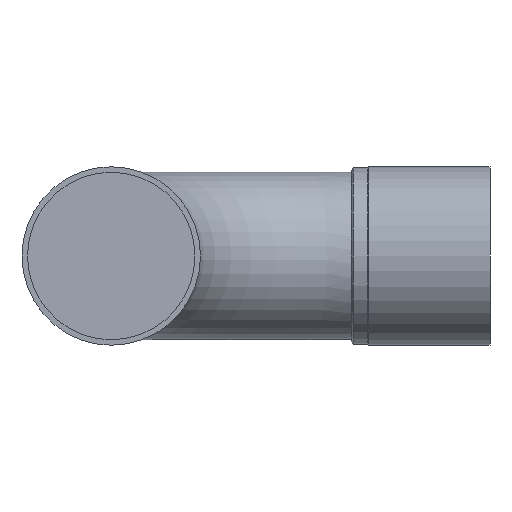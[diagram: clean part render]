
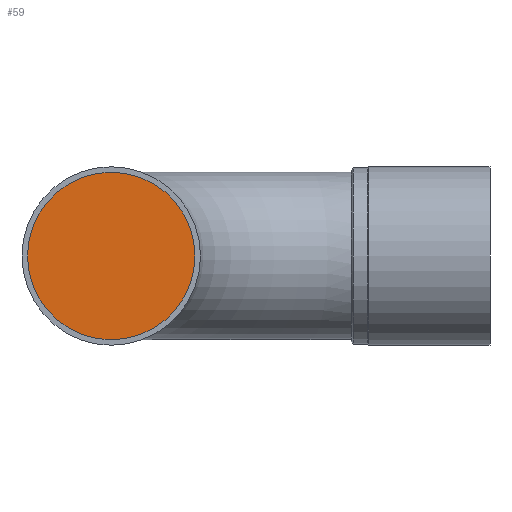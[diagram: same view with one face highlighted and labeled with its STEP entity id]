
A CAD part, front view. The second image highlights one B-rep face of the part: STEP entity #59.
In plain terms, the highlighted planar face has unit normal (0, -1, 0).
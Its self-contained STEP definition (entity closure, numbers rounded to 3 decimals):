
#59 = ADVANCED_FACE( '', ( #128 ), #129, .F. );
#128 = FACE_OUTER_BOUND( '', #201, .T. );
#129 = PLANE( '', #202 );
#201 = EDGE_LOOP( '', ( #286 ) );
#202 = AXIS2_PLACEMENT_3D( '', #287, #288, #289 );
#286 = ORIENTED_EDGE( '', *, *, #348, .T. );
#287 = CARTESIAN_POINT( '', ( 0.11, -4.2, -0.007 ) );
#288 = DIRECTION( '', ( 0., 1., 0. ) );
#289 = DIRECTION( '', ( 0., 0., 1. ) );
#348 = EDGE_CURVE( '', #391, #391, #392, .T. );
#391 = VERTEX_POINT( '', #692 );
#392 = CIRCLE( '', #693, 38. );
#692 = CARTESIAN_POINT( '', ( -37.89, -4.2, -0.007 ) );
#693 = AXIS2_PLACEMENT_3D( '', #738, #739, #740 );
#738 = CARTESIAN_POINT( '', ( 0.11, -4.2, -0.007 ) );
#739 = DIRECTION( '', ( 0., -1., 0. ) );
#740 = DIRECTION( '', ( -1., 0., 0. ) );
